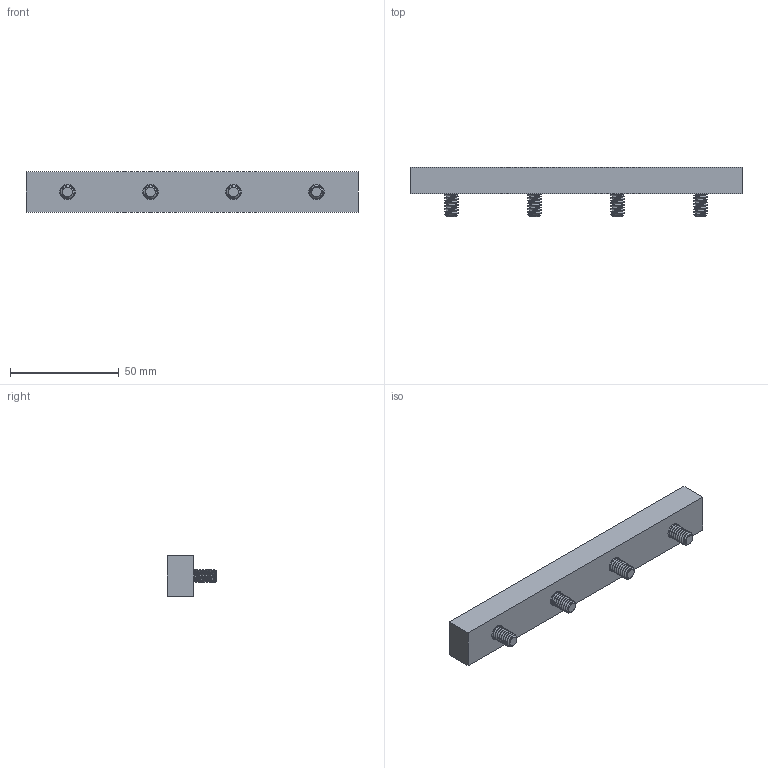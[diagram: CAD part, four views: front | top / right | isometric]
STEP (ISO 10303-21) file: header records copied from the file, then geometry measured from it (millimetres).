
FILE_DESCRIPTION (( 'STEP AP203' ), '1' );
FILE_NAME ('33220.STEP', '2018-01-26T17:29:08', ( 'Mike W' ), ( '' ), 'SwSTEP 2.0', 'SolidWorks 2017', '' );
FILE_SCHEMA (( 'CONFIG_CONTROL_DESIGN' ));
Length unit declared in the file: inch
Products named in the file (3): 142058 SHCS_142058 SHCS; 33220; 332201_332201
Assembly tree (5 placements, depth 2):
  33220
    332201_332201
    142058 SHCS_142058 SHCS  x4
Bounding box: 152.4 x 22.61 x 18.54 mm (x, y, z)
Volume: 34340.9 mm3; surface area: 14225.8 mm2
Topology: 5 solids, 5 shells, 338 faces, 880 edges, 564 vertices
Faces by surface type: cylinder 228, cone 52, plane 50, bspline 8
Entity records: 4831 total; most frequent: CARTESIAN_POINT 2187, ORIENTED_EDGE 530, DIRECTION 424, EDGE_CURVE 265, VERTEX_POINT 171, AXIS2_PLACEMENT_3D 163, EDGE_LOOP 118, ADVANCED_FACE 104
